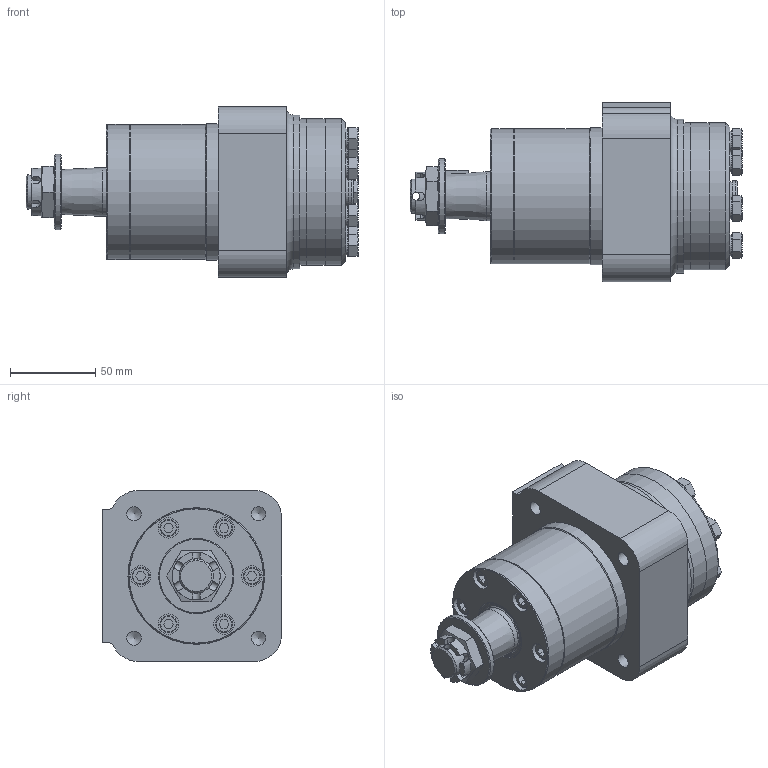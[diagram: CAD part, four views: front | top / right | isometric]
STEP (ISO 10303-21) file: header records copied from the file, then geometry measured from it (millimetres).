
FILE_DESCRIPTION(/* description */ ('STEP AP214'),/* implementation_level */ '2;1');
FILE_NAME(/* name */ 'MPWN80KD',/* time_stamp */ '2023-02-28T14:47:43+01:00',/* author */ ('License CC BY-ND 4.0'),/* organization */ ('CADENAS'),/* preprocessor_version */ 'ST-DEVELOPER v18.102',/* originating_system */ 'PARTsolutions',/* authorisation */ ' ');
FILE_SCHEMA (('AUTOMOTIVE_DESIGN {1 0 10303 214 3 1 1}'));
Length unit declared in the file: millimetre
Products named in the file (6): MPWN80KD; MP; MP80D; MPVP; MPKWSH; MPWKBO
Assembly tree (5 placements, depth 2):
  MPWN80KD
    MP
    MP80D
    MPVP
    MPKWSH
    MPWKBO
Bounding box: 194.27 x 105 x 100 mm (x, y, z)
Volume: 945464.2 mm3; surface area: 120338.8 mm2
Topology: 5 solids, 6 shells, 372 faces, 832 edges, 516 vertices
Faces by surface type: plane 226, cone 70, cylinder 66, torus 10
Full cylindrical faces by diameter (mm): 2 x2, 4.5 x1, 7 x1, 8.376 x4, 10 x6, 11.9 x7, 12 x6, 13 x7, 17 x1, 18 x1, 18.631 x2, 20 x1, 28 x1, 28.56 x1, 29 x1, 32.6 x1, 35 x2, 44 x1, 79 x2, 80 x1, 86 x3, 90 x1
Entity records: 9861 total; most frequent: CARTESIAN_POINT 2016, DIRECTION 1584, ORIENTED_EDGE 1436, EDGE_CURVE 718, AXIS2_PLACEMENT_3D 611, FACE_BOUND 511, EDGE_LOOP 503, VERTEX_POINT 495
